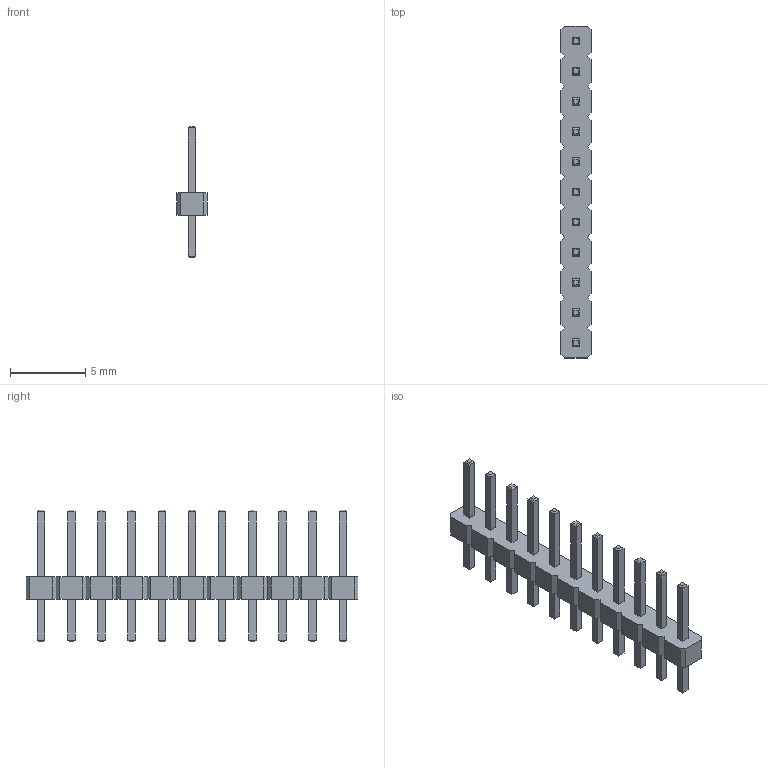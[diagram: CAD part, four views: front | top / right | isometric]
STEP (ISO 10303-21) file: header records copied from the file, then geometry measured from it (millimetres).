
FILE_DESCRIPTION(('FreeCAD Model'),'2;1');
FILE_NAME('./generated_pinheaders//PinHeader_Straight_1x11x2.00mm.step', '2016-03-29T22:53:38',('Author'),(''), 'Open CASCADE STEP processor 6.8','FreeCAD','Unknown');
FILE_SCHEMA(('AUTOMOTIVE_DESIGN_CC2 { 1 2 10303 214 -1 1 5 4 }'));
Length unit declared in the file: millimetre
Products named in the file (1): PinHeader_Straight_1x11x200mm
Bounding box: 2 x 22 x 8.7 mm (x, y, z)
Volume: 83.5 mm3; surface area: 318 mm2
Topology: 1 solids, 1 shells, 268 faces, 644 edges, 400 vertices
Faces by surface type: plane 268
Entity records: 17589 total; most frequent: CARTESIAN_POINT 2777, DIRECTION 2294, LINE 1756, VECTOR 1756, ORIENTED_EDGE 1288, PCURVE 1288, DEFINITIONAL_REPRESENTATION 1288, EDGE_CURVE 644
